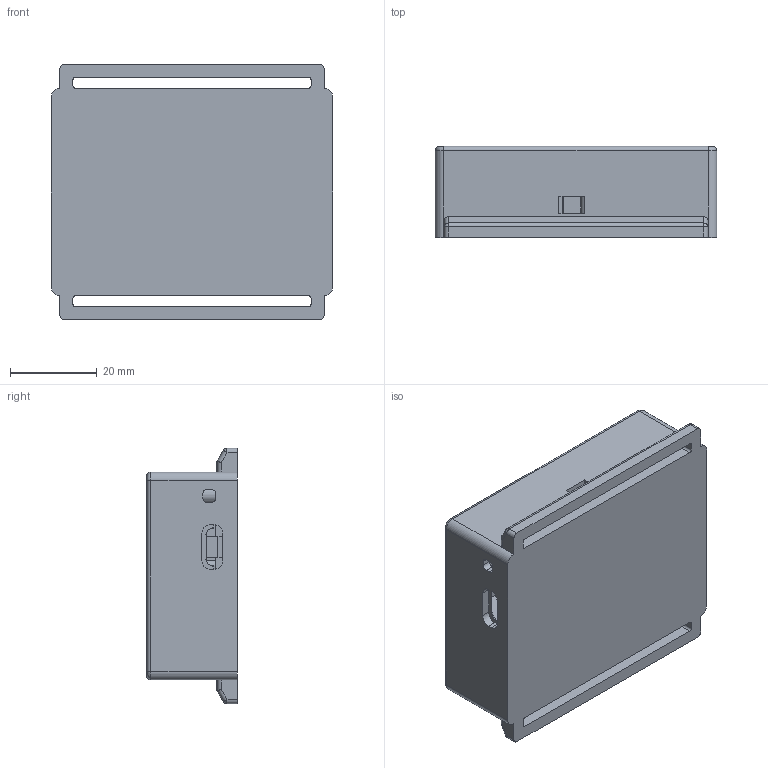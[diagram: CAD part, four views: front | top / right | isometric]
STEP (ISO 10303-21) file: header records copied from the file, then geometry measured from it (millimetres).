
FILE_DESCRIPTION(/* description */ (''),/* implementation_level */ '2;1');
FILE_NAME(/* name */ 'V4.0 Open-Source.step',/* time_stamp */ '2023-10-22T15:40:53+08:00',/* author */ (''),/* organization */ (''),/* preprocessor_version */ 'ST-DEVELOPER v20',/* originating_system */ 'Autodesk Translation Framework v12.14.0.127',/* authorisation */ '');
FILE_SCHEMA (('AUTOMOTIVE_DESIGN { 1 0 10303 214 3 1 1 }'));
Length unit declared in the file: millimetre
Products named in the file (1): V4.0 Open-Source
Bounding box: 65 x 21 x 59 mm (x, y, z)
Volume: 29041.1 mm3; surface area: 25845.9 mm2
Topology: 2 solids, 2 shells, 209 faces, 549 edges, 352 vertices
Faces by surface type: plane 133, cylinder 58, cone 6, torus 4, sphere 4, bspline 4
Full cylindrical faces by diameter (mm): 1.5 x3, 2 x2, 2.8 x2, 3.5 x2, 4 x1, 4.5 x1
Entity records: 6469 total; most frequent: CARTESIAN_POINT 1147, DIRECTION 1099, ORIENTED_EDGE 1098, EDGE_CURVE 549, LINE 407, VECTOR 407, VERTEX_POINT 352, AXIS2_PLACEMENT_3D 346
